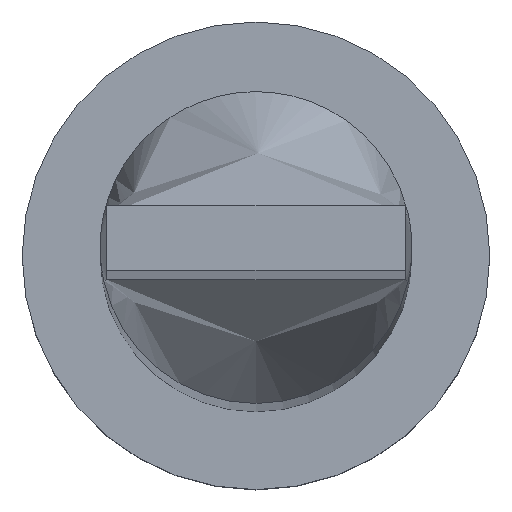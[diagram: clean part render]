
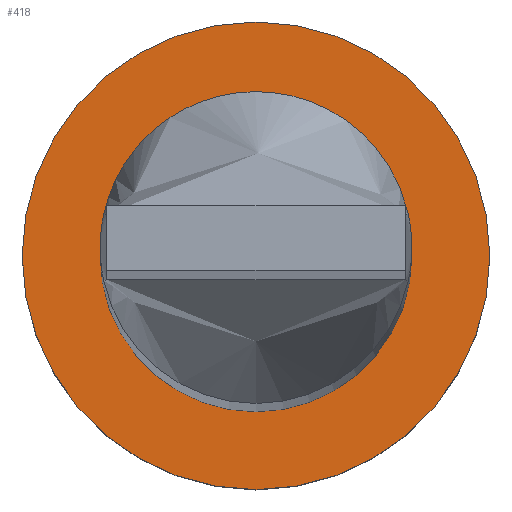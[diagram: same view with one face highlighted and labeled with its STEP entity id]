
A CAD part, top view. The second image highlights one B-rep face of the part: STEP entity #418.
In plain terms, the highlighted planar face has unit normal (0, 0, 1).
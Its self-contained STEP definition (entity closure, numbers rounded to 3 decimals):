
#7 = DIRECTION ( 'NONE',  ( 0., 0., 1. ) ) ;
#20 = FACE_BOUND ( 'NONE', #572, .T. ) ;
#21 = DIRECTION ( 'NONE',  ( 1., 0., 0. ) ) ;
#25 = DIRECTION ( 'NONE',  ( 0., 0., 1. ) ) ;
#32 = AXIS2_PLACEMENT_3D ( 'NONE', #526, #165, #400 ) ;
#34 = AXIS2_PLACEMENT_3D ( 'NONE', #417, #25, #216 ) ;
#45 = ORIENTED_EDGE ( 'NONE', *, *, #288, .T. ) ;
#50 = VERTEX_POINT ( 'NONE', #297 ) ;
#52 = VERTEX_POINT ( 'NONE', #529 ) ;
#56 = CARTESIAN_POINT ( 'NONE',  ( -9., 0., 7. ) ) ;
#67 = ORIENTED_EDGE ( 'NONE', *, *, #215, .F. ) ;
#84 = EDGE_CURVE ( 'NONE', #52, #407, #517, .T. ) ;
#103 = CIRCLE ( 'NONE', #32, 9. ) ;
#105 = CIRCLE ( 'NONE', #34, 9. ) ;
#114 = AXIS2_PLACEMENT_3D ( 'NONE', #246, #7, #199 ) ;
#165 = DIRECTION ( 'NONE',  ( 0., 0., 1. ) ) ;
#199 = DIRECTION ( 'NONE',  ( 1., 0., 0. ) ) ;
#212 = FACE_OUTER_BOUND ( 'NONE', #448, .T. ) ;
#215 = EDGE_CURVE ( 'NONE', #407, #52, #487, .T. ) ;
#216 = DIRECTION ( 'NONE',  ( 1., 0., 0. ) ) ;
#231 = VERTEX_POINT ( 'NONE', #56 ) ;
#246 = CARTESIAN_POINT ( 'NONE',  ( 0., 0., 7. ) ) ;
#249 = ORIENTED_EDGE ( 'NONE', *, *, #522, .T. ) ;
#264 = CARTESIAN_POINT ( 'NONE',  ( 0., 0., 7. ) ) ;
#268 = DIRECTION ( 'NONE',  ( 0., 0., 1. ) ) ;
#288 = EDGE_CURVE ( 'NONE', #50, #231, #103, .T. ) ;
#297 = CARTESIAN_POINT ( 'NONE',  ( 9., 0., 7. ) ) ;
#366 = DIRECTION ( 'NONE',  ( 0., 0., 1. ) ) ;
#397 = ORIENTED_EDGE ( 'NONE', *, *, #84, .F. ) ;
#400 = DIRECTION ( 'NONE',  ( 1., 0., 0. ) ) ;
#407 = VERTEX_POINT ( 'NONE', #452 ) ;
#417 = CARTESIAN_POINT ( 'NONE',  ( 0., 0., 7. ) ) ;
#418 = ADVANCED_FACE ( 'NONE', ( #20, #212 ), #478, .T. ) ;
#448 = EDGE_LOOP ( 'NONE', ( #249, #45 ) ) ;
#452 = CARTESIAN_POINT ( 'NONE',  ( -6., 0., 7. ) ) ;
#454 = AXIS2_PLACEMENT_3D ( 'NONE', #506, #268, #461 ) ;
#460 = AXIS2_PLACEMENT_3D ( 'NONE', #264, #366, #21 ) ;
#461 = DIRECTION ( 'NONE',  ( 1., 0., 0. ) ) ;
#478 = PLANE ( 'NONE',  #114 ) ;
#487 = CIRCLE ( 'NONE', #460, 6. ) ;
#506 = CARTESIAN_POINT ( 'NONE',  ( 0., 0., 7. ) ) ;
#517 = CIRCLE ( 'NONE', #454, 6. ) ;
#522 = EDGE_CURVE ( 'NONE', #231, #50, #105, .T. ) ;
#526 = CARTESIAN_POINT ( 'NONE',  ( 0., 0., 7. ) ) ;
#529 = CARTESIAN_POINT ( 'NONE',  ( 6., 0., 7. ) ) ;
#572 = EDGE_LOOP ( 'NONE', ( #67, #397 ) ) ;
